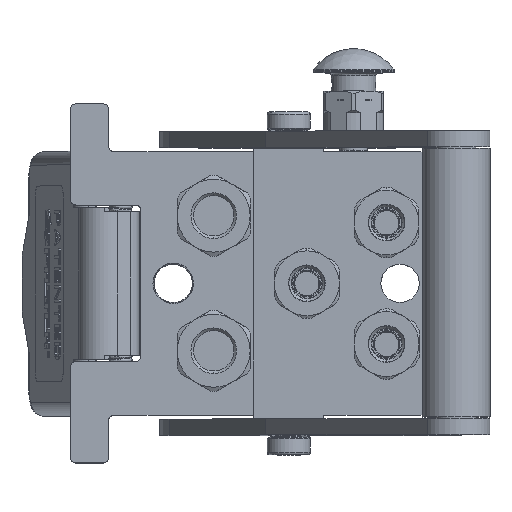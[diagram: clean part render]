
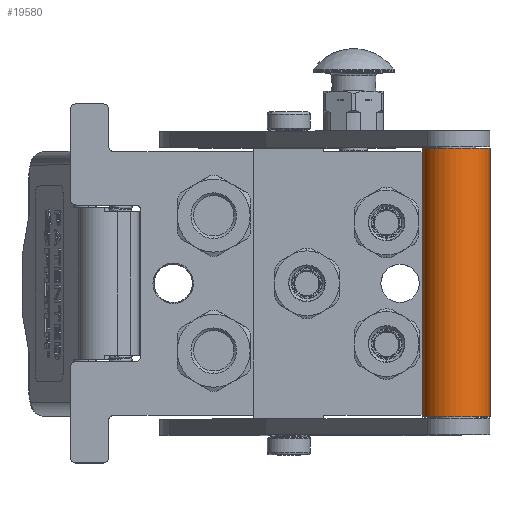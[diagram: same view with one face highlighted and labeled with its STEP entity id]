
A CAD part, top view. The second image highlights one B-rep face of the part: STEP entity #19580.
In plain terms, the highlighted cylindrical face has radius 12.5 mm (diameter 25 mm), a partial arc.
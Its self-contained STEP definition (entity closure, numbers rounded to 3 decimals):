
#5096 = VERTEX_POINT ( 'NONE', #19238 ) ;
#6217 = EDGE_CURVE ( 'NONE', #99384, #81033, #22210, .T. ) ;
#11699 = ORIENTED_EDGE ( 'NONE', *, *, #6217, .T. ) ;
#12679 = DIRECTION ( 'NONE',  ( -1., 0., 0. ) ) ;
#15111 = EDGE_CURVE ( 'NONE', #99384, #5096, #31848, .T. ) ;
#19238 = CARTESIAN_POINT ( 'NONE',  ( 4.5, 0., -12.5 ) ) ;
#19343 = CARTESIAN_POINT ( 'NONE',  ( 4.5, 0., 12.5 ) ) ;
#19580 = ADVANCED_FACE ( 'NONE', ( #52591 ), #100989, .T. ) ;
#22210 = CIRCLE ( 'NONE', #69925, 12.5 ) ;
#30556 = DIRECTION ( 'NONE',  ( -1., 0., 0. ) ) ;
#31848 = LINE ( 'NONE', #95022, #91513 ) ;
#43290 = CARTESIAN_POINT ( 'NONE',  ( -5.425, 0., 0. ) ) ;
#45718 = EDGE_CURVE ( 'NONE', #81033, #107473, #87570, .T. ) ;
#46397 = ORIENTED_EDGE ( 'NONE', *, *, #45718, .T. ) ;
#47372 = DIRECTION ( 'NONE',  ( 0., 0., -1. ) ) ;
#52343 = DIRECTION ( 'NONE',  ( -1., 0., 0. ) ) ;
#52591 = FACE_OUTER_BOUND ( 'NONE', #84806, .T. ) ;
#54748 = AXIS2_PLACEMENT_3D ( 'NONE', #43290, #12679, #105511 ) ;
#54939 = AXIS2_PLACEMENT_3D ( 'NONE', #103983, #79361, #47372 ) ;
#56184 = CARTESIAN_POINT ( 'NONE',  ( 104., 0., -12.5 ) ) ;
#65450 = CARTESIAN_POINT ( 'NONE',  ( 104., 0., 0. ) ) ;
#66389 = EDGE_CURVE ( 'NONE', #5096, #107473, #124782, .T. ) ;
#69925 = AXIS2_PLACEMENT_3D ( 'NONE', #65450, #52343, #113756 ) ;
#79361 = DIRECTION ( 'NONE',  ( -1., 0., 0. ) ) ;
#79915 = ORIENTED_EDGE ( 'NONE', *, *, #15111, .F. ) ;
#81033 = VERTEX_POINT ( 'NONE', #82823 ) ;
#82823 = CARTESIAN_POINT ( 'NONE',  ( 104., 0., 12.5 ) ) ;
#84806 = EDGE_LOOP ( 'NONE', ( #11699, #46397, #105959, #79915 ) ) ;
#87570 = LINE ( 'NONE', #92336, #111815 ) ;
#91513 = VECTOR ( 'NONE', #105401, 1000. ) ;
#92336 = CARTESIAN_POINT ( 'NONE',  ( 104., 0., 12.5 ) ) ;
#95022 = CARTESIAN_POINT ( 'NONE',  ( 104., 0., -12.5 ) ) ;
#99384 = VERTEX_POINT ( 'NONE', #56184 ) ;
#100989 = CYLINDRICAL_SURFACE ( 'NONE', #54748, 12.5 ) ;
#103983 = CARTESIAN_POINT ( 'NONE',  ( 4.5, 0., 0. ) ) ;
#105401 = DIRECTION ( 'NONE',  ( -1., 0., 0. ) ) ;
#105511 = DIRECTION ( 'NONE',  ( 0., 0., 1. ) ) ;
#105959 = ORIENTED_EDGE ( 'NONE', *, *, #66389, .F. ) ;
#107473 = VERTEX_POINT ( 'NONE', #19343 ) ;
#111815 = VECTOR ( 'NONE', #30556, 1000. ) ;
#113756 = DIRECTION ( 'NONE',  ( 0., 0., -1. ) ) ;
#124782 = CIRCLE ( 'NONE', #54939, 12.5 ) ;
